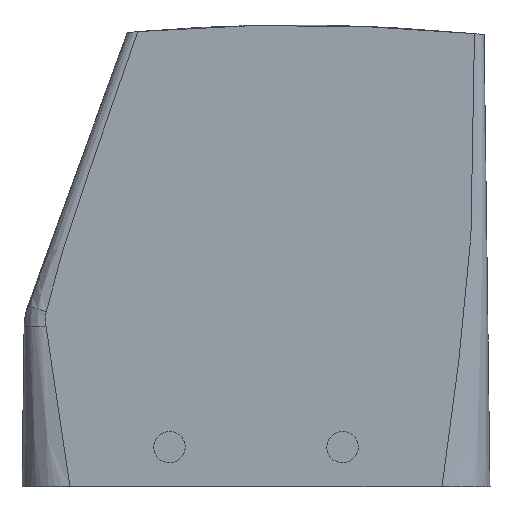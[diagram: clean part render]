
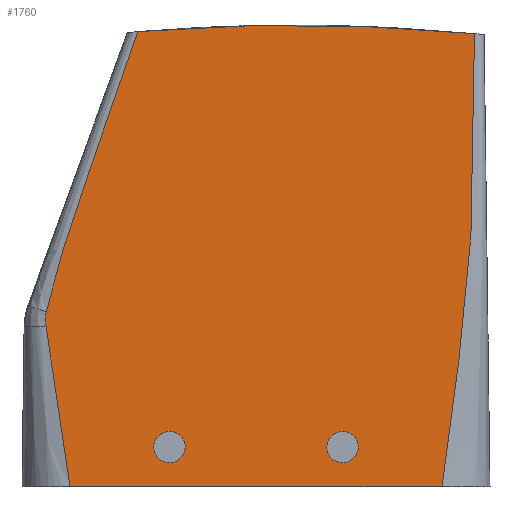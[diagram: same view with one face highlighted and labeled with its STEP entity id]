
A CAD part, left-side view. The second image highlights one B-rep face of the part: STEP entity #1760.
In plain terms, the highlighted planar face has unit normal (-1, 0, 0).
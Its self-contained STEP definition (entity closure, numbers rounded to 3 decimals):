
#1621=AXIS2_PLACEMENT_3D('Plane Axis2P3D',#1618,#1619,#1620) ;
#1625=AXIS2_PLACEMENT_3D('Circle Axis2P3D',#1623,#1624,$) ;
#1726=AXIS2_PLACEMENT_3D('Circle Axis2P3D',#1724,#1725,$) ;
#1735=AXIS2_PLACEMENT_3D('Circle Axis2P3D',#1733,#1734,$) ;
#1744=AXIS2_PLACEMENT_3D('Circle Axis2P3D',#1742,#1743,$) ;
#1753=AXIS2_PLACEMENT_3D('Circle Axis2P3D',#1751,#1752,$) ;
#1618=CARTESIAN_POINT('Axis2P3D Location',(7.2,-1.533,-30.8)) ;
#1623=CARTESIAN_POINT('Axis2P3D Location',(7.2,30.5,-228.)) ;
#1627=CARTESIAN_POINT('Vertex',(7.2,2.424,70.683)) ;
#1629=CARTESIAN_POINT('Vertex',(7.2,54.932,71.003)) ;
#1633=CARTESIAN_POINT('Control Point',(7.2,54.932,71.003)) ;
#1634=CARTESIAN_POINT('Control Point',(7.2,54.941,70.98)) ;
#1635=CARTESIAN_POINT('Control Point',(7.2,54.949,70.956)) ;
#1636=CARTESIAN_POINT('Control Point',(7.2,54.957,70.933)) ;
#1637=CARTESIAN_POINT('Control Point',(7.2,55.754,68.702)) ;
#1638=CARTESIAN_POINT('Control Point',(7.2,56.547,66.471)) ;
#1639=CARTESIAN_POINT('Control Point',(7.2,57.293,64.356)) ;
#1640=CARTESIAN_POINT('Control Point',(7.2,59.255,58.753)) ;
#1641=CARTESIAN_POINT('Control Point',(7.2,61.186,53.145)) ;
#1642=CARTESIAN_POINT('Control Point',(7.2,62.346,49.749)) ;
#1643=CARTESIAN_POINT('Control Point',(7.2,63.917,45.136)) ;
#1644=CARTESIAN_POINT('Control Point',(7.2,65.442,40.513)) ;
#1645=CARTESIAN_POINT('Control Point',(7.2,65.815,39.371)) ;
#1646=CARTESIAN_POINT('Control Point',(7.2,66.589,36.935)) ;
#1647=CARTESIAN_POINT('Control Point',(7.2,67.321,34.488)) ;
#1648=CARTESIAN_POINT('Control Point',(7.2,67.672,33.268)) ;
#1649=CARTESIAN_POINT('Control Point',(7.2,68.181,31.43)) ;
#1650=CARTESIAN_POINT('Control Point',(7.2,68.66,29.584)) ;
#1651=CARTESIAN_POINT('Control Point',(7.2,68.817,28.967)) ;
#1652=CARTESIAN_POINT('Control Point',(7.2,68.994,28.254)) ;
#1653=CARTESIAN_POINT('Control Point',(7.2,69.167,27.54)) ;
#1654=CARTESIAN_POINT('Control Point',(7.2,69.19,27.446)) ;
#1655=CARTESIAN_POINT('Control Point',(7.2,69.212,27.352)) ;
#1656=CARTESIAN_POINT('Control Point',(7.2,69.235,27.257)) ;
#1657=CARTESIAN_POINT('Vertex',(7.2,69.235,27.257)) ;
#1661=CARTESIAN_POINT('Control Point',(7.2,69.235,27.257)) ;
#1662=CARTESIAN_POINT('Control Point',(7.2,69.284,26.997)) ;
#1663=CARTESIAN_POINT('Control Point',(7.2,69.32,26.735)) ;
#1664=CARTESIAN_POINT('Control Point',(7.2,69.342,26.472)) ;
#1665=CARTESIAN_POINT('Control Point',(7.2,69.358,26.005)) ;
#1666=CARTESIAN_POINT('Control Point',(7.2,69.329,25.545)) ;
#1667=CARTESIAN_POINT('Control Point',(7.2,69.309,25.346)) ;
#1668=CARTESIAN_POINT('Control Point',(7.2,69.28,25.149)) ;
#1669=CARTESIAN_POINT('Control Point',(7.2,69.243,24.955)) ;
#1670=CARTESIAN_POINT('Vertex',(7.2,69.243,24.955)) ;
#1674=CARTESIAN_POINT('Control Point',(7.2,69.243,24.955)) ;
#1675=CARTESIAN_POINT('Control Point',(7.2,68.818,21.443)) ;
#1676=CARTESIAN_POINT('Control Point',(7.2,68.315,17.927)) ;
#1677=CARTESIAN_POINT('Control Point',(7.2,67.763,14.458)) ;
#1678=CARTESIAN_POINT('Control Point',(7.2,66.953,9.429)) ;
#1679=CARTESIAN_POINT('Control Point',(7.2,66.171,4.389)) ;
#1680=CARTESIAN_POINT('Control Point',(7.2,65.951,2.94)) ;
#1681=CARTESIAN_POINT('Control Point',(7.2,65.733,1.482)) ;
#1682=CARTESIAN_POINT('Control Point',(7.2,65.515,0.)) ;
#1683=CARTESIAN_POINT('Vertex',(7.2,65.515,0.)) ;
#1686=CARTESIAN_POINT('Line Origine',(7.2,36.501,0.)) ;
#1690=CARTESIAN_POINT('Vertex',(7.2,7.487,0.)) ;
#1694=CARTESIAN_POINT('Control Point',(7.2,2.424,70.683)) ;
#1695=CARTESIAN_POINT('Control Point',(7.2,2.423,70.417)) ;
#1696=CARTESIAN_POINT('Control Point',(7.2,2.422,70.149)) ;
#1697=CARTESIAN_POINT('Control Point',(7.2,2.422,69.881)) ;
#1698=CARTESIAN_POINT('Control Point',(7.2,2.418,67.329)) ;
#1699=CARTESIAN_POINT('Control Point',(7.2,2.421,64.777)) ;
#1700=CARTESIAN_POINT('Control Point',(7.2,2.432,62.494)) ;
#1701=CARTESIAN_POINT('Control Point',(7.2,2.465,57.953)) ;
#1702=CARTESIAN_POINT('Control Point',(7.2,2.523,53.413)) ;
#1703=CARTESIAN_POINT('Control Point',(7.2,2.559,51.051)) ;
#1704=CARTESIAN_POINT('Control Point',(7.2,2.726,42.567)) ;
#1705=CARTESIAN_POINT('Control Point',(7.2,3.166,34.086)) ;
#1706=CARTESIAN_POINT('Control Point',(7.2,3.797,27.863)) ;
#1707=CARTESIAN_POINT('Control Point',(7.2,4.828,19.684)) ;
#1708=CARTESIAN_POINT('Control Point',(7.2,5.942,11.512)) ;
#1709=CARTESIAN_POINT('Control Point',(7.2,6.213,9.533)) ;
#1710=CARTESIAN_POINT('Control Point',(7.2,6.635,6.431)) ;
#1711=CARTESIAN_POINT('Control Point',(7.2,7.05,3.327)) ;
#1712=CARTESIAN_POINT('Control Point',(7.2,7.197,2.216)) ;
#1713=CARTESIAN_POINT('Control Point',(7.2,7.342,1.109)) ;
#1714=CARTESIAN_POINT('Control Point',(7.2,7.487,0.)) ;
#1724=CARTESIAN_POINT('Axis2P3D Location',(7.2,50.,6.2)) ;
#1728=CARTESIAN_POINT('Vertex',(7.2,52.15,7.375)) ;
#1730=CARTESIAN_POINT('Vertex',(7.2,47.85,5.025)) ;
#1733=CARTESIAN_POINT('Axis2P3D Location',(7.2,50.,6.2)) ;
#1742=CARTESIAN_POINT('Axis2P3D Location',(7.2,23.,6.2)) ;
#1746=CARTESIAN_POINT('Vertex',(7.2,25.15,7.375)) ;
#1748=CARTESIAN_POINT('Vertex',(7.2,20.85,5.025)) ;
#1751=CARTESIAN_POINT('Axis2P3D Location',(7.2,23.,6.2)) ;
#1619=DIRECTION('Axis2P3D Direction',(-1.,0.,0.)) ;
#1620=DIRECTION('Axis2P3D XDirection',(0.,-0.17,0.985)) ;
#1624=DIRECTION('Axis2P3D Direction',(-1.,0.,0.)) ;
#1687=DIRECTION('Vector Direction',(0.,-1.,0.)) ;
#1725=DIRECTION('Axis2P3D Direction',(-1.,0.,0.)) ;
#1734=DIRECTION('Axis2P3D Direction',(-1.,0.,0.)) ;
#1743=DIRECTION('Axis2P3D Direction',(-1.,0.,0.)) ;
#1752=DIRECTION('Axis2P3D Direction',(-1.,0.,0.)) ;
#1688=VECTOR('Line Direction',#1687,1.) ;
#1717=ORIENTED_EDGE('',*,*,#1631,.T.) ;
#1718=ORIENTED_EDGE('',*,*,#1659,.F.) ;
#1719=ORIENTED_EDGE('',*,*,#1672,.F.) ;
#1720=ORIENTED_EDGE('',*,*,#1685,.F.) ;
#1721=ORIENTED_EDGE('',*,*,#1692,.T.) ;
#1722=ORIENTED_EDGE('',*,*,#1715,.T.) ;
#1739=ORIENTED_EDGE('',*,*,#1732,.F.) ;
#1740=ORIENTED_EDGE('',*,*,#1737,.F.) ;
#1757=ORIENTED_EDGE('',*,*,#1750,.F.) ;
#1758=ORIENTED_EDGE('',*,*,#1755,.F.) ;
#1741=FACE_BOUND('',#1738,.T.) ;
#1759=FACE_BOUND('',#1756,.T.) ;
#1760=ADVANCED_FACE('Hauptk\X2\00F6\X0\rper',(#1723,#1741,#1759),#1622,.T.) ;
#1632=B_SPLINE_CURVE_WITH_KNOTS('',5,(#1633,#1634,#1635,#1636,#1637,#1638,#1639,#1640,#1641,#1642,#1643,#1644,#1645,#1646,#1647,#1648,#1649,#1650,#1651,#1652,#1653,#1654,#1655,#1656),.UNSPECIFIED.,.F.,.U.,(6,3,3,3,3,3,3,6),(44.001,44.216,64.445,95.496,106.64,117.663,123.195,124.039),.UNSPECIFIED.) ;
#1660=B_SPLINE_CURVE_WITH_KNOTS('',5,(#1661,#1662,#1663,#1664,#1665,#1666,#1667,#1668,#1669),.UNSPECIFIED.,.F.,.U.,(6,3,6),(204.023,207.004,209.326),.UNSPECIFIED.) ;
#1673=B_SPLINE_CURVE_WITH_KNOTS('',5,(#1674,#1675,#1676,#1677,#1678,#1679,#1680,#1681,#1682),.UNSPECIFIED.,.F.,.U.,(6,3,6),(130.523,161.229,174.387),.UNSPECIFIED.) ;
#1693=B_SPLINE_CURVE_WITH_KNOTS('',5,(#1694,#1695,#1696,#1697,#1698,#1699,#1700,#1701,#1702,#1703,#1704,#1705,#1706,#1707,#1708,#1709,#1710,#1711,#1712,#1713,#1714),.UNSPECIFIED.,.F.,.U.,(6,3,3,3,3,3,6),(28.957,31.28,51.057,70.599,124.533,141.764,151.553),.UNSPECIFIED.) ;
#1626=CIRCLE('generated circle',#1625,300.) ;
#1727=CIRCLE('generated circle',#1726,2.45) ;
#1736=CIRCLE('generated circle',#1735,2.45) ;
#1745=CIRCLE('generated circle',#1744,2.45) ;
#1754=CIRCLE('generated circle',#1753,2.45) ;
#1631=EDGE_CURVE('',#1628,#1630,#1626,.T.) ;
#1659=EDGE_CURVE('',#1658,#1630,#1632,.F.) ;
#1672=EDGE_CURVE('',#1671,#1658,#1660,.F.) ;
#1685=EDGE_CURVE('',#1684,#1671,#1673,.F.) ;
#1692=EDGE_CURVE('',#1684,#1691,#1689,.T.) ;
#1715=EDGE_CURVE('',#1691,#1628,#1693,.F.) ;
#1732=EDGE_CURVE('',#1729,#1731,#1727,.T.) ;
#1737=EDGE_CURVE('',#1731,#1729,#1736,.T.) ;
#1750=EDGE_CURVE('',#1747,#1749,#1745,.T.) ;
#1755=EDGE_CURVE('',#1749,#1747,#1754,.T.) ;
#1716=EDGE_LOOP('',(#1717,#1718,#1719,#1720,#1721,#1722)) ;
#1738=EDGE_LOOP('',(#1739,#1740)) ;
#1756=EDGE_LOOP('',(#1757,#1758)) ;
#1723=FACE_OUTER_BOUND('',#1716,.T.) ;
#1689=LINE('Line',#1686,#1688) ;
#1622=PLANE('',#1621) ;
#1628=VERTEX_POINT('',#1627) ;
#1630=VERTEX_POINT('',#1629) ;
#1658=VERTEX_POINT('',#1657) ;
#1671=VERTEX_POINT('',#1670) ;
#1684=VERTEX_POINT('',#1683) ;
#1691=VERTEX_POINT('',#1690) ;
#1729=VERTEX_POINT('',#1728) ;
#1731=VERTEX_POINT('',#1730) ;
#1747=VERTEX_POINT('',#1746) ;
#1749=VERTEX_POINT('',#1748) ;
